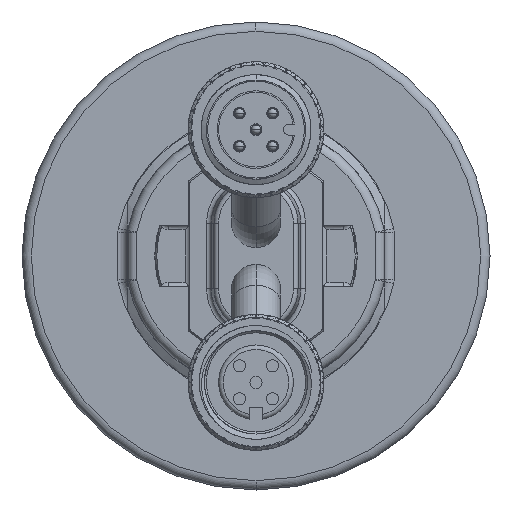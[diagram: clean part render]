
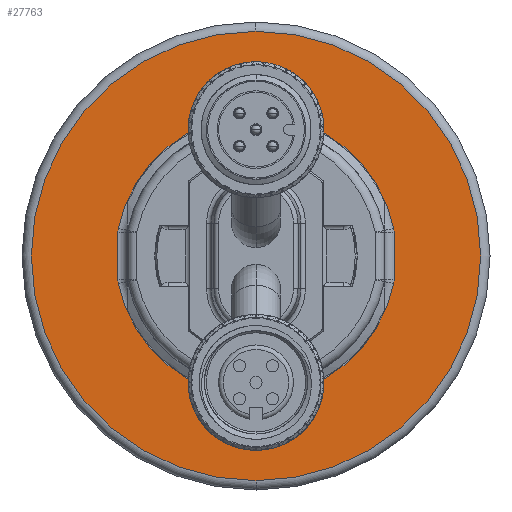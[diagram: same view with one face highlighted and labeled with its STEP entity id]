
A CAD part, front view. The second image highlights one B-rep face of the part: STEP entity #27763.
In plain terms, the highlighted planar face has unit normal (0, -1, 0).
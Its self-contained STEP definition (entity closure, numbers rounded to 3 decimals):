
#6464=CARTESIAN_POINT('',(0.,-3.,0.));
#6465=DIRECTION('',(0.,1.,0.));
#6466=DIRECTION('',(0.,0.,-1.));
#6467=AXIS2_PLACEMENT_3D('',#6464,#6465,#6466);
#6469=CARTESIAN_POINT('',(0.,-3.,0.));
#6470=DIRECTION('',(0.,1.,0.));
#6471=DIRECTION('',(0.,0.,1.));
#6472=AXIS2_PLACEMENT_3D('',#6469,#6470,#6471);
#6474=CARTESIAN_POINT('',(12.75,-3.,2.537));
#6475=DIRECTION('',(0.,1.,0.));
#6476=DIRECTION('',(0.981,0.,0.195));
#6477=AXIS2_PLACEMENT_3D('',#6474,#6475,#6476);
#6479=CARTESIAN_POINT('',(0.,-3.,0.));
#6480=DIRECTION('',(0.,1.,0.));
#6481=DIRECTION('',(-0.981,0.,0.195));
#6482=AXIS2_PLACEMENT_3D('',#6479,#6480,#6481);
#6484=CARTESIAN_POINT('',(-12.75,-3.,2.537));
#6485=DIRECTION('',(0.,1.,0.));
#6486=DIRECTION('',(-1.,0.,0.));
#6487=AXIS2_PLACEMENT_3D('',#6484,#6485,#6486);
#6489=DIRECTION('',(0.,0.,1.));
#6490=VECTOR('',#6489,5.074);
#6491=CARTESIAN_POINT('',(-14.75,-3.,-2.537));
#6492=LINE('',#6491,#6490);
#6493=CARTESIAN_POINT('',(-12.75,-3.,-2.537));
#6494=DIRECTION('',(0.,1.,0.));
#6495=DIRECTION('',(-0.981,0.,-0.195));
#6496=AXIS2_PLACEMENT_3D('',#6493,#6494,#6495);
#6498=CARTESIAN_POINT('',(0.,-3.,0.));
#6499=DIRECTION('',(0.,1.,0.));
#6500=DIRECTION('',(0.981,0.,-0.195));
#6501=AXIS2_PLACEMENT_3D('',#6498,#6499,#6500);
#6503=CARTESIAN_POINT('',(12.75,-3.,-2.537));
#6504=DIRECTION('',(0.,1.,0.));
#6505=DIRECTION('',(1.,0.,0.));
#6506=AXIS2_PLACEMENT_3D('',#6503,#6504,#6505);
#6508=DIRECTION('',(0.,0.,-1.));
#6509=VECTOR('',#6508,5.074);
#6510=CARTESIAN_POINT('',(14.75,-3.,2.537));
#6511=LINE('',#6510,#6509);
#7784=CARTESIAN_POINT('',(0.,-3.,-24.));
#7785=CARTESIAN_POINT('',(0.,-3.,24.));
#7786=VERTEX_POINT('',#7784);
#7787=VERTEX_POINT('',#7785);
#8288=CARTESIAN_POINT('',(14.712,-3.,2.928));
#8289=CARTESIAN_POINT('',(14.75,-3.,2.537));
#8290=VERTEX_POINT('',#8288);
#8291=VERTEX_POINT('',#8289);
#8294=CARTESIAN_POINT('',(14.75,-3.,-2.537));
#8295=VERTEX_POINT('',#8294);
#8298=CARTESIAN_POINT('',(14.712,-3.,-2.928));
#8299=VERTEX_POINT('',#8298);
#8302=CARTESIAN_POINT('',(-14.712,-3.,-2.928));
#8303=VERTEX_POINT('',#8302);
#8306=CARTESIAN_POINT('',(-14.75,-3.,-2.537));
#8307=VERTEX_POINT('',#8306);
#8310=CARTESIAN_POINT('',(-14.75,-3.,2.537));
#8311=VERTEX_POINT('',#8310);
#8314=CARTESIAN_POINT('',(-14.712,-3.,2.928));
#8315=VERTEX_POINT('',#8314);
#27742=CARTESIAN_POINT('',(0.,-3.,0.));
#27743=DIRECTION('',(0.,-1.,0.));
#27744=DIRECTION('',(0.,0.,1.));
#27745=AXIS2_PLACEMENT_3D('',#27742,#27743,#27744);
#27746=PLANE('',#27745);
#27748=ORIENTED_EDGE('',*,*,#27747,.T.);
#27750=ORIENTED_EDGE('',*,*,#27749,.T.);
#27751=EDGE_LOOP('',(#27748,#27750));
#27752=FACE_OUTER_BOUND('',#27751,.F.);
#27753=ORIENTED_EDGE('',*,*,#27670,.F.);
#27754=ORIENTED_EDGE('',*,*,#27696,.F.);
#27755=ORIENTED_EDGE('',*,*,#27711,.F.);
#27756=ORIENTED_EDGE('',*,*,#27736,.F.);
#27757=ORIENTED_EDGE('',*,*,#27599,.F.);
#27758=ORIENTED_EDGE('',*,*,#27614,.F.);
#27759=ORIENTED_EDGE('',*,*,#27629,.F.);
#27760=ORIENTED_EDGE('',*,*,#27655,.F.);
#27761=EDGE_LOOP('',(#27753,#27754,#27755,#27756,#27757,#27758,#27759,#27760));
#27762=FACE_BOUND('',#27761,.F.);
#27763=ADVANCED_FACE('',(#27752,#27762),#27746,.T.);
#6468=CIRCLE('',#6467,24.);
#6473=CIRCLE('',#6472,24.);
#6478=CIRCLE('',#6477,2.);
#6483=CIRCLE('',#6482,15.);
#6488=CIRCLE('',#6487,2.);
#6497=CIRCLE('',#6496,2.);
#6502=CIRCLE('',#6501,15.);
#6507=CIRCLE('',#6506,2.);
#27599=EDGE_CURVE('',#8303,#8307,#6497,.T.);
#27614=EDGE_CURVE('',#8299,#8303,#6502,.T.);
#27629=EDGE_CURVE('',#8295,#8299,#6507,.T.);
#27655=EDGE_CURVE('',#8291,#8295,#6511,.T.);
#27670=EDGE_CURVE('',#8290,#8291,#6478,.T.);
#27696=EDGE_CURVE('',#8315,#8290,#6483,.T.);
#27711=EDGE_CURVE('',#8311,#8315,#6488,.T.);
#27736=EDGE_CURVE('',#8307,#8311,#6492,.T.);
#27747=EDGE_CURVE('',#7786,#7787,#6468,.T.);
#27749=EDGE_CURVE('',#7787,#7786,#6473,.T.);
